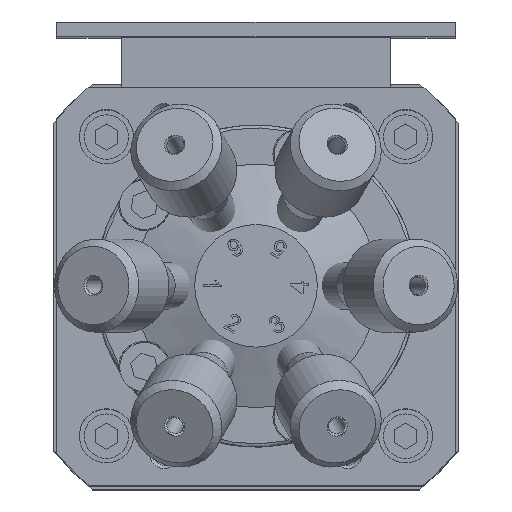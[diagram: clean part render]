
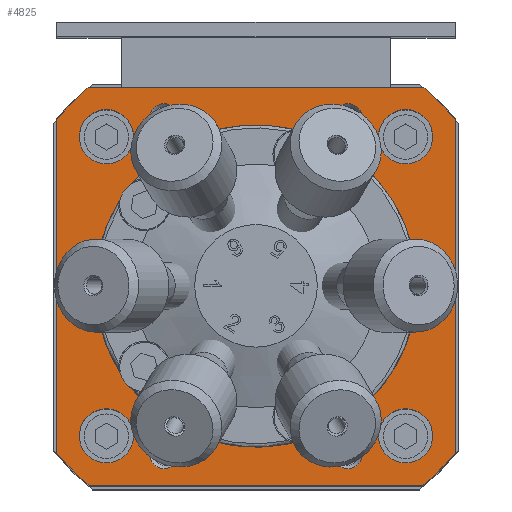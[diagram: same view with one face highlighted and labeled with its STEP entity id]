
A CAD part, top view. The second image highlights one B-rep face of the part: STEP entity #4825.
In plain terms, the highlighted planar face has unit normal (0, 0, 1).
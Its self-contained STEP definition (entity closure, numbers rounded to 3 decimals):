
#4146=CARTESIAN_POINT('',(31.93,3.492,40.375));
#4147=VERTEX_POINT('',#4146);
#4148=CARTESIAN_POINT('',(30.48,3.492,40.375));
#4149=DIRECTION('',(0.0,0.0,-1.0));
#4150=DIRECTION('',(1.0,0.0,0.0));
#4151=AXIS2_PLACEMENT_3D('',#4148,#4149,#4150);
#4152=CIRCLE('',#4151,1.45);
#4153=EDGE_CURVE('',#4147,#4147,#4152,.T.);
#4166=CARTESIAN_POINT('',(12.88,38.417,40.375));
#4167=VERTEX_POINT('',#4166);
#4168=CARTESIAN_POINT('',(11.43,38.417,40.375));
#4169=DIRECTION('',(0.0,0.0,-1.0));
#4170=DIRECTION('',(1.0,0.0,0.0));
#4171=AXIS2_PLACEMENT_3D('',#4168,#4169,#4170);
#4172=CIRCLE('',#4171,1.45);
#4173=EDGE_CURVE('',#4167,#4167,#4172,.T.);
#4194=CARTESIAN_POINT('',(31.93,38.417,40.375));
#4195=VERTEX_POINT('',#4194);
#4196=CARTESIAN_POINT('',(30.48,38.417,40.375));
#4197=DIRECTION('',(0.0,0.0,-1.0));
#4198=DIRECTION('',(1.0,0.0,0.0));
#4199=AXIS2_PLACEMENT_3D('',#4196,#4197,#4198);
#4200=CIRCLE('',#4199,1.45);
#4201=EDGE_CURVE('',#4195,#4195,#4200,.T.);
#4214=CARTESIAN_POINT('',(12.88,3.492,40.375));
#4215=VERTEX_POINT('',#4214);
#4216=CARTESIAN_POINT('',(11.43,3.492,40.375));
#4217=DIRECTION('',(0.0,0.0,-1.0));
#4218=DIRECTION('',(1.0,0.0,0.0));
#4219=AXIS2_PLACEMENT_3D('',#4216,#4217,#4218);
#4220=CIRCLE('',#4219,1.45);
#4221=EDGE_CURVE('',#4215,#4215,#4220,.T.);
#4234=CARTESIAN_POINT('',(39.256,5.461,40.375));
#4235=VERTEX_POINT('',#4234);
#4236=CARTESIAN_POINT('',(36.449,5.461,40.375));
#4237=DIRECTION('',(0.0,0.0,-1.0));
#4238=DIRECTION('',(1.0,0.0,0.0));
#4239=AXIS2_PLACEMENT_3D('',#4236,#4237,#4238);
#4240=CIRCLE('',#4239,2.807);
#4241=EDGE_CURVE('',#4235,#4235,#4240,.T.);
#4254=CARTESIAN_POINT('',(8.268,36.449,40.375));
#4255=VERTEX_POINT('',#4254);
#4256=CARTESIAN_POINT('',(5.461,36.449,40.375));
#4257=DIRECTION('',(0.0,0.0,-1.0));
#4258=DIRECTION('',(1.0,0.0,0.0));
#4259=AXIS2_PLACEMENT_3D('',#4256,#4257,#4258);
#4260=CIRCLE('',#4259,2.807);
#4261=EDGE_CURVE('',#4255,#4255,#4260,.T.);
#4274=CARTESIAN_POINT('',(39.256,36.449,40.375));
#4275=VERTEX_POINT('',#4274);
#4276=CARTESIAN_POINT('',(36.449,36.449,40.375));
#4277=DIRECTION('',(0.0,0.0,-1.0));
#4278=DIRECTION('',(1.0,0.0,0.0));
#4279=AXIS2_PLACEMENT_3D('',#4276,#4277,#4278);
#4280=CIRCLE('',#4279,2.807);
#4281=EDGE_CURVE('',#4275,#4275,#4280,.T.);
#4294=CARTESIAN_POINT('',(8.268,5.461,40.375));
#4295=VERTEX_POINT('',#4294);
#4296=CARTESIAN_POINT('',(5.461,5.461,40.375));
#4297=DIRECTION('',(0.0,0.0,-1.0));
#4298=DIRECTION('',(1.0,0.0,0.0));
#4299=AXIS2_PLACEMENT_3D('',#4296,#4297,#4298);
#4300=CIRCLE('',#4299,2.807);
#4301=EDGE_CURVE('',#4295,#4295,#4300,.T.);
#4311=CARTESIAN_POINT('',(37.63,20.955,40.375));
#4312=VERTEX_POINT('',#4311);
#4313=CARTESIAN_POINT('',(20.955,20.955,40.375));
#4314=DIRECTION('',(0.0,0.0,-1.0));
#4315=DIRECTION('',(-1.0,0.0,0.0));
#4316=AXIS2_PLACEMENT_3D('',#4313,#4314,#4315);
#4317=CIRCLE('',#4316,16.675);
#4318=EDGE_CURVE('',#4312,#4312,#4317,.T.);
#4376=CARTESIAN_POINT('',(41.593,38.246,40.375));
#4377=VERTEX_POINT('',#4376);
#4384=CARTESIAN_POINT('',(41.593,3.664,40.375));
#4385=VERTEX_POINT('',#4384);
#4386=CARTESIAN_POINT('',(41.593,38.246,40.375));
#4387=DIRECTION('',(0.0,-1.0,0.0));
#4388=VECTOR('',#4387,34.583);
#4389=LINE('',#4386,#4388);
#4390=EDGE_CURVE('',#4377,#4385,#4389,.T.);
#4428=CARTESIAN_POINT('',(38.246,0.317,40.375));
#4429=VERTEX_POINT('',#4428);
#4430=CARTESIAN_POINT('',(20.955,20.955,40.375));
#4431=DIRECTION('',(0.,0.,-1.0));
#4432=DIRECTION('',(-0.642,0.767,0.));
#4433=AXIS2_PLACEMENT_3D('',#4430,#4431,#4432);
#4434=CIRCLE('',#4433,26.924);
#4435=EDGE_CURVE('',#4385,#4429,#4434,.T.);
#4460=CARTESIAN_POINT('',(3.664,0.317,40.375));
#4461=VERTEX_POINT('',#4460);
#4462=CARTESIAN_POINT('',(38.246,0.317,40.375));
#4463=DIRECTION('',(-1.0,0.0,0.0));
#4464=VECTOR('',#4463,34.583);
#4465=LINE('',#4462,#4464);
#4466=EDGE_CURVE('',#4429,#4461,#4465,.T.);
#4524=CARTESIAN_POINT('',(0.318,3.664,40.375));
#4525=VERTEX_POINT('',#4524);
#4526=CARTESIAN_POINT('',(20.955,20.955,40.375));
#4527=DIRECTION('',(0.,0.,-1.0));
#4528=DIRECTION('',(0.767,0.642,0.));
#4529=AXIS2_PLACEMENT_3D('',#4526,#4527,#4528);
#4530=CIRCLE('',#4529,26.924);
#4531=EDGE_CURVE('',#4461,#4525,#4530,.T.);
#4556=CARTESIAN_POINT('',(0.318,38.246,40.375));
#4557=VERTEX_POINT('',#4556);
#4558=CARTESIAN_POINT('',(0.318,3.664,40.375));
#4559=DIRECTION('',(0.0,1.0,0.0));
#4560=VECTOR('',#4559,34.583);
#4561=LINE('',#4558,#4560);
#4562=EDGE_CURVE('',#4525,#4557,#4561,.T.);
#4620=CARTESIAN_POINT('',(3.664,41.592,40.375));
#4621=VERTEX_POINT('',#4620);
#4628=CARTESIAN_POINT('',(38.246,41.592,40.375));
#4629=VERTEX_POINT('',#4628);
#4630=CARTESIAN_POINT('',(3.664,41.592,40.375));
#4631=DIRECTION('',(1.0,0.0,0.0));
#4632=VECTOR('',#4631,34.583);
#4633=LINE('',#4630,#4632);
#4634=EDGE_CURVE('',#4621,#4629,#4633,.T.);
#4748=CARTESIAN_POINT('',(20.955,20.955,40.375));
#4749=DIRECTION('',(0.,0.,-1.0));
#4750=DIRECTION('',(-0.767,-0.642,0.));
#4751=AXIS2_PLACEMENT_3D('',#4748,#4749,#4750);
#4752=CIRCLE('',#4751,26.924);
#4753=EDGE_CURVE('',#4629,#4377,#4752,.T.);
#4772=CARTESIAN_POINT('',(20.955,20.955,40.375));
#4773=DIRECTION('',(0.,0.,-1.0));
#4774=DIRECTION('',(0.642,-0.767,0.));
#4775=AXIS2_PLACEMENT_3D('',#4772,#4773,#4774);
#4776=CIRCLE('',#4775,26.924);
#4777=EDGE_CURVE('',#4557,#4621,#4776,.T.);
#4783=CARTESIAN_POINT('',(20.955,20.955,40.375));
#4784=DIRECTION('',(0.0,0.0,1.0));
#4785=DIRECTION('',(1.0,0.0,0.0));
#4786=AXIS2_PLACEMENT_3D('',#4783,#4784,#4785);
#4787=PLANE('',#4786);
#4788=ORIENTED_EDGE('',*,*,#4634,.F.);
#4789=ORIENTED_EDGE('',*,*,#4777,.F.);
#4790=ORIENTED_EDGE('',*,*,#4562,.F.);
#4791=ORIENTED_EDGE('',*,*,#4531,.F.);
#4792=ORIENTED_EDGE('',*,*,#4466,.F.);
#4793=ORIENTED_EDGE('',*,*,#4435,.F.);
#4794=ORIENTED_EDGE('',*,*,#4390,.F.);
#4795=ORIENTED_EDGE('',*,*,#4753,.F.);
#4796=EDGE_LOOP('',(#4788,#4789,#4790,#4791,#4792,#4793,#4794,#4795));
#4797=FACE_OUTER_BOUND('',#4796,.T.);
#4798=ORIENTED_EDGE('',*,*,#4318,.T.);
#4799=EDGE_LOOP('',(#4798));
#4800=FACE_BOUND('',#4799,.T.);
#4801=ORIENTED_EDGE('',*,*,#4301,.T.);
#4802=EDGE_LOOP('',(#4801));
#4803=FACE_BOUND('',#4802,.T.);
#4804=ORIENTED_EDGE('',*,*,#4281,.T.);
#4805=EDGE_LOOP('',(#4804));
#4806=FACE_BOUND('',#4805,.T.);
#4807=ORIENTED_EDGE('',*,*,#4261,.T.);
#4808=EDGE_LOOP('',(#4807));
#4809=FACE_BOUND('',#4808,.T.);
#4810=ORIENTED_EDGE('',*,*,#4241,.T.);
#4811=EDGE_LOOP('',(#4810));
#4812=FACE_BOUND('',#4811,.T.);
#4813=ORIENTED_EDGE('',*,*,#4221,.T.);
#4814=EDGE_LOOP('',(#4813));
#4815=FACE_BOUND('',#4814,.T.);
#4816=ORIENTED_EDGE('',*,*,#4201,.T.);
#4817=EDGE_LOOP('',(#4816));
#4818=FACE_BOUND('',#4817,.T.);
#4819=ORIENTED_EDGE('',*,*,#4173,.T.);
#4820=EDGE_LOOP('',(#4819));
#4821=FACE_BOUND('',#4820,.T.);
#4822=ORIENTED_EDGE('',*,*,#4153,.T.);
#4823=EDGE_LOOP('',(#4822));
#4824=FACE_BOUND('',#4823,.T.);
#4825=ADVANCED_FACE('',(#4797,#4800,#4803,#4806,#4809,#4812,#4815,#4818,#4821,#4824),#4787,.T.);
